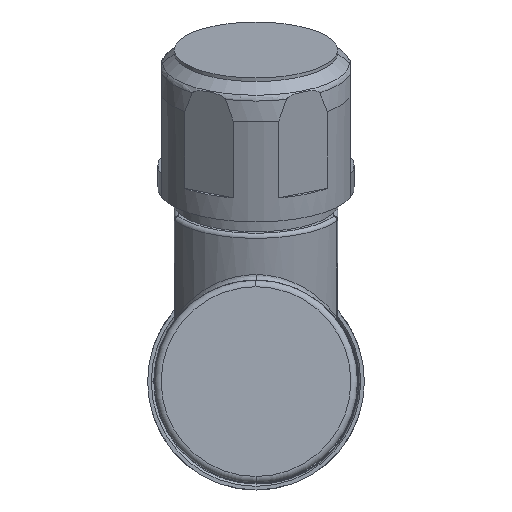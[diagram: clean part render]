
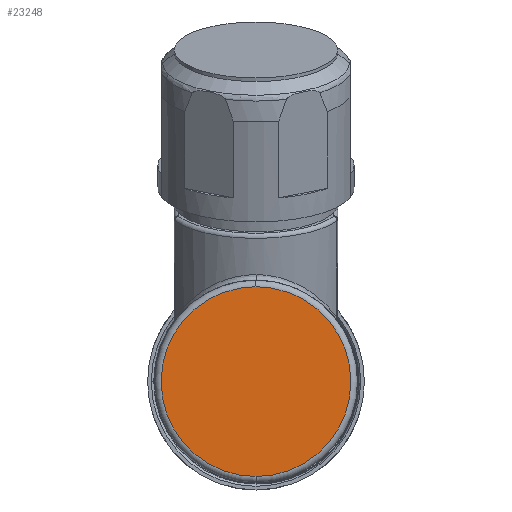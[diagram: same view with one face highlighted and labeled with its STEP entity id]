
A CAD part, front view. The second image highlights one B-rep face of the part: STEP entity #23248.
In plain terms, the highlighted planar face has unit normal (0, -1, 0).
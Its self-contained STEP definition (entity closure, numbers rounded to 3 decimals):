
#7728=CARTESIAN_POINT('',(0.,-54.,0.));
#7729=DIRECTION('',(0.,1.,0.));
#7730=DIRECTION('',(0.,0.,1.));
#7731=AXIS2_PLACEMENT_3D('',#7728,#7729,#7730);
#7733=CARTESIAN_POINT('',(0.,-54.,0.));
#7734=DIRECTION('',(0.,1.,0.));
#7735=DIRECTION('',(0.,0.,-1.));
#7736=AXIS2_PLACEMENT_3D('',#7733,#7734,#7735);
#17713=CARTESIAN_POINT('',(0.,-54.,11.599));
#17714=CARTESIAN_POINT('',(0.,-54.,-11.599));
#17715=VERTEX_POINT('',#17713);
#17716=VERTEX_POINT('',#17714);
#23239=CARTESIAN_POINT('',(0.,-54.,0.));
#23240=DIRECTION('',(0.,1.,0.));
#23241=DIRECTION('',(0.,0.,1.));
#23242=AXIS2_PLACEMENT_3D('',#23239,#23240,#23241);
#23243=PLANE('',#23242);
#23244=ORIENTED_EDGE('',*,*,#23233,.T.);
#23245=ORIENTED_EDGE('',*,*,#23219,.T.);
#23246=EDGE_LOOP('',(#23244,#23245));
#23247=FACE_OUTER_BOUND('',#23246,.F.);
#7732=CIRCLE('',#7731,11.599);
#7737=CIRCLE('',#7736,11.599);
#23219=EDGE_CURVE('',#17716,#17715,#7737,.T.);
#23233=EDGE_CURVE('',#17715,#17716,#7732,.T.);
#23248=ADVANCED_FACE('',(#23247),#23243,.F.);
